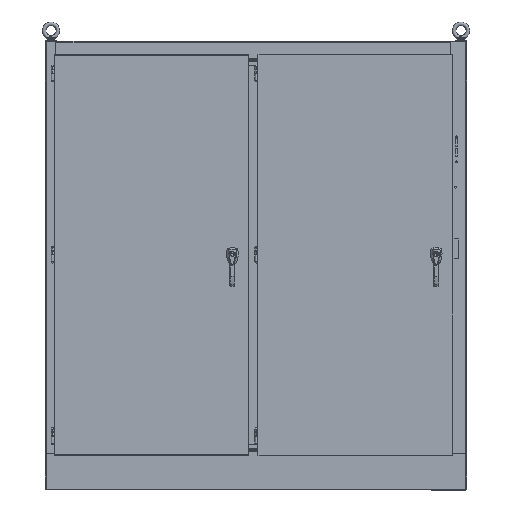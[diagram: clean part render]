
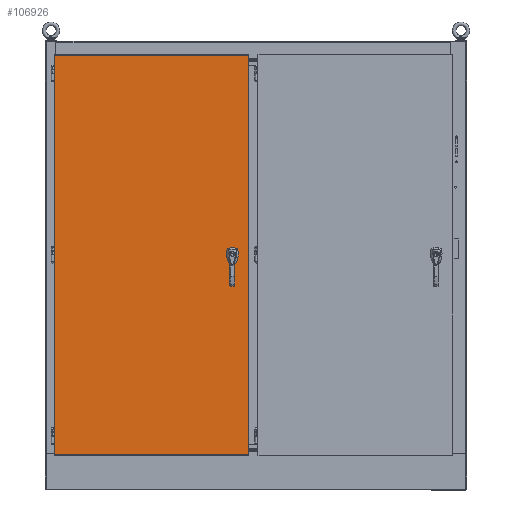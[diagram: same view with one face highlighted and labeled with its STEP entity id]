
A CAD part, top view. The second image highlights one B-rep face of the part: STEP entity #106926.
In plain terms, the highlighted face is planar.
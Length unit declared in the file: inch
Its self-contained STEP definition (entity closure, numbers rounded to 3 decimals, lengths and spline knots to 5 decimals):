
#7016 = DIRECTION ( 'NONE',  ( 0., 0., -1. ) ) ;
#10485 = CARTESIAN_POINT ( 'NONE',  ( 1.53016, -25.36831, 81.53014 ) ) ;
#14412 = VERTEX_POINT ( 'NONE', #125034 ) ;
#16054 = LINE ( 'NONE', #158702, #175568 ) ;
#18406 = CARTESIAN_POINT ( 'NONE',  ( 0., -25.36831, 0. ) ) ;
#18536 = ORIENTED_EDGE ( 'NONE', *, *, #80981, .F. ) ;
#18780 = VECTOR ( 'NONE', #7016, 39.37008 ) ;
#21411 = VECTOR ( 'NONE', #39398, 39.37008 ) ;
#23887 = CARTESIAN_POINT ( 'NONE',  ( 1.53016, -25.36831, 81.53014 ) ) ;
#26756 = EDGE_CURVE ( 'NONE', #140131, #40896, #167128, .T. ) ;
#39398 = DIRECTION ( 'NONE',  ( 1., 0., 0. ) ) ;
#40896 = VERTEX_POINT ( 'NONE', #66711 ) ;
#45435 = ORIENTED_EDGE ( 'NONE', *, *, #26756, .T. ) ;
#57211 = VECTOR ( 'NONE', #68334, 39.37008 ) ;
#57219 = FACE_OUTER_BOUND ( 'NONE', #100122, .T. ) ;
#60747 = CARTESIAN_POINT ( 'NONE',  ( 38.02998, -25.36831, 81.53014 ) ) ;
#66711 = CARTESIAN_POINT ( 'NONE',  ( 1.53016, -25.36831, 6.4051 ) ) ;
#68334 = DIRECTION ( 'NONE',  ( 0., 0., -1. ) ) ;
#70703 = LINE ( 'NONE', #60747, #18780 ) ;
#73883 = PLANE ( 'NONE',  #176969 ) ;
#80981 = EDGE_CURVE ( 'NONE', #88311, #14412, #70703, .T. ) ;
#86509 = ORIENTED_EDGE ( 'NONE', *, *, #177569, .F. ) ;
#88311 = VERTEX_POINT ( 'NONE', #167927 ) ;
#95426 = EDGE_CURVE ( 'NONE', #40896, #14412, #16054, .T. ) ;
#100122 = EDGE_LOOP ( 'NONE', ( #45435, #113277, #18536, #86509 ) ) ;
#106926 = ADVANCED_FACE ( 'NONE', ( #57219 ), #73883, .T. ) ;
#113277 = ORIENTED_EDGE ( 'NONE', *, *, #95426, .T. ) ;
#114841 = DIRECTION ( 'NONE',  ( 0., -1., 0. ) ) ;
#117173 = DIRECTION ( 'NONE',  ( 1., 0., 0. ) ) ;
#125034 = CARTESIAN_POINT ( 'NONE',  ( 38.02998, -25.36831, 6.4051 ) ) ;
#138225 = CARTESIAN_POINT ( 'NONE',  ( 1.53016, -25.36831, 81.53014 ) ) ;
#140131 = VERTEX_POINT ( 'NONE', #23887 ) ;
#157539 = DIRECTION ( 'NONE',  ( 1., 0., 0. ) ) ;
#158702 = CARTESIAN_POINT ( 'NONE',  ( 1.53016, -25.36831, 6.4051 ) ) ;
#167128 = LINE ( 'NONE', #138225, #57211 ) ;
#167927 = CARTESIAN_POINT ( 'NONE',  ( 38.02998, -25.36831, 81.53014 ) ) ;
#170017 = LINE ( 'NONE', #10485, #21411 ) ;
#175568 = VECTOR ( 'NONE', #117173, 39.37008 ) ;
#176969 = AXIS2_PLACEMENT_3D ( 'NONE', #18406, #114841, #157539 ) ;
#177569 = EDGE_CURVE ( 'NONE', #140131, #88311, #170017, .T. ) ;
